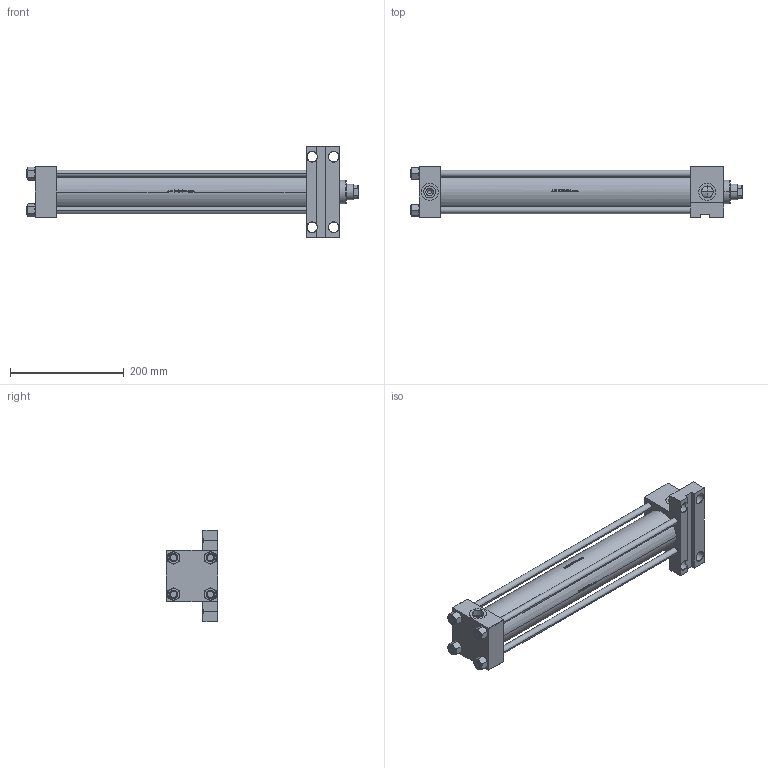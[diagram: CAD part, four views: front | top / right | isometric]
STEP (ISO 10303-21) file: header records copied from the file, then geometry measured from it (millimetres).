
FILE_DESCRIPTION (( 'STEP AP203' ), '1' );
FILE_NAME ('255b.STEP', '2022-04-15T14:51:20', ( '' ), ( '' ), 'SwSTEP 2.0', 'SolidWorks 2019', '' );
FILE_SCHEMA (( 'CONFIG_CONTROL_DESIGN' ));
Length unit declared in the file: millimetre
Products named in the file (6): V215CR_F_Body c83d9f98f6d36603cc9f00fc3d901c6c; NUT_M5_F c83d9f98f6d36603cc9f00fc3d901c6c; V215CR_VCP_F c83d9f98f6d36603cc9f00fc3d901c6c; V215CR_F_TYCINKA c83d9f98f6d36603cc9f00fc3d901c6c; 255b; V215_VC_A c83d9f98f6d36603cc9f00fc3d901c6c
Assembly tree (11 placements, depth 2):
  255b
    V215CR_F_Body c83d9f98f6d36603cc9f00fc3d901c6c
    V215CR_VCP_F c83d9f98f6d36603cc9f00fc3d901c6c
    V215CR_F_TYCINKA c83d9f98f6d36603cc9f00fc3d901c6c  x4
    NUT_M5_F c83d9f98f6d36603cc9f00fc3d901c6c  x4
    V215_VC_A c83d9f98f6d36603cc9f00fc3d901c6c
Bounding box: 583 x 90 x 160 mm (x, y, z)
Volume: 1661418.7 mm3; surface area: 442437.4 mm2
Topology: 11 solids, 11 shells, 1117 faces, 2824 edges, 1813 vertices
Faces by surface type: plane 440, bspline 380, cone 152, cylinder 137, torus 8
Entity records: 48337 total; most frequent: CARTESIAN_POINT 26038, ORIENTED_EDGE 5140, DIRECTION 3202, EDGE_CURVE 2570, VERTEX_POINT 1669, VECTOR 1326, LINE 1326, EDGE_LOOP 1101
